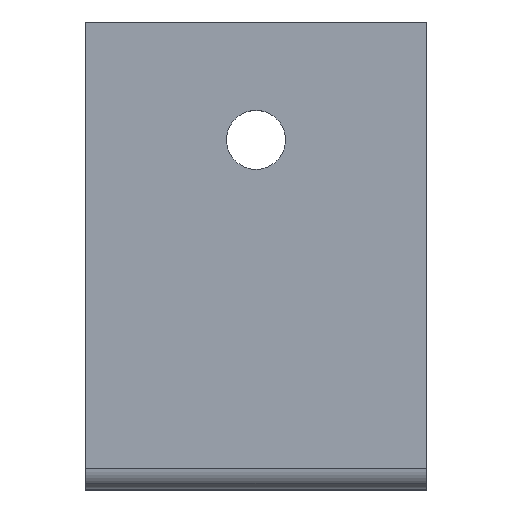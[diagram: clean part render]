
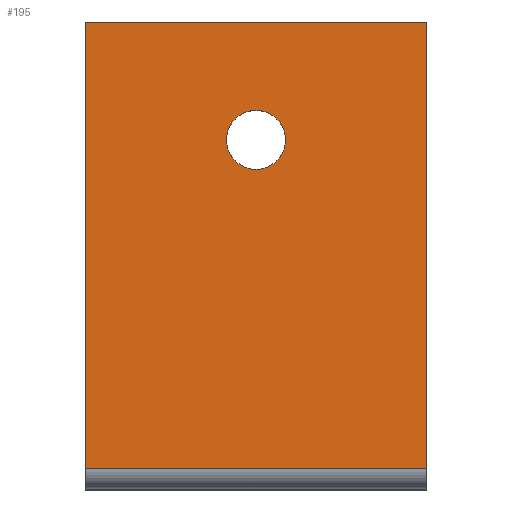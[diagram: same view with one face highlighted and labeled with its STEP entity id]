
A CAD part, top view. The second image highlights one B-rep face of the part: STEP entity #195.
In plain terms, the highlighted planar face has unit normal (0, 0, 1).
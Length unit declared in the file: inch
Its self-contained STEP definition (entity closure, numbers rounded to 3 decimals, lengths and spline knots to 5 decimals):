
#163=EDGE_CURVE('',#382,#378,#400,.T.);
#195=ADVANCED_FACE('',(#447,#448),#449,.T.);
#213=EDGE_CURVE('',#378,#475,#476,.T.);
#229=EDGE_CURVE('',#497,#333,#498,.T.);
#251=EDGE_CURVE('',#475,#527,#528,.T.);
#255=EDGE_CURVE('',#527,#382,#532,.T.);
#257=EDGE_CURVE('',#420,#534,#535,.T.);
#259=EDGE_CURVE('',#420,#333,#537,.T.);
#307=EDGE_CURVE('',#497,#534,#591,.T.);
#333=VERTEX_POINT('',#612);
#378=VERTEX_POINT('',#676);
#382=VERTEX_POINT('',#682);
#400=B_SPLINE_CURVE_WITH_KNOTS('',3,(#711,#712,#713,#714),.UNSPECIFIED.,.F.,.F.,(4,4),(-1.0,-0.0),.UNSPECIFIED.);
#420=VERTEX_POINT('',#753);
#447=FACE_OUTER_BOUND('',#816,.T.);
#448=FACE_BOUND('',#817,.T.);
#449=PLANE('',#818);
#475=VERTEX_POINT('',#850);
#476=B_SPLINE_CURVE_WITH_KNOTS('',3,(#851,#852,#853,#854),.UNSPECIFIED.,.F.,.F.,(4,4),(-1.0,-0.0),.UNSPECIFIED.);
#497=VERTEX_POINT('',#892);
#498=LINE('',#893,#894);
#527=VERTEX_POINT('',#947);
#528=B_SPLINE_CURVE_WITH_KNOTS('',3,(#948,#949,#950,#951),.UNSPECIFIED.,.F.,.F.,(4,4),(-1.0,-0.0),.UNSPECIFIED.);
#532=B_SPLINE_CURVE_WITH_KNOTS('',3,(#958,#959,#960,#961),.UNSPECIFIED.,.F.,.F.,(4,4),(-1.0,-0.0),.UNSPECIFIED.);
#534=VERTEX_POINT('',#964);
#535=LINE('',#965,#966);
#537=LINE('',#969,#970);
#591=LINE('',#1071,#1072);
#612=CARTESIAN_POINT('',(0.0,0.1,1.52479));
#676=CARTESIAN_POINT('',(0.8125,1.52631,1.52479));
#682=CARTESIAN_POINT('',(0.95312,1.66694,1.52479));
#711=CARTESIAN_POINT('',(0.95312,1.66694,1.52479));
#712=CARTESIAN_POINT('',(0.95312,1.58927,1.52479));
#713=CARTESIAN_POINT('',(0.89016,1.52631,1.52479));
#714=CARTESIAN_POINT('',(0.8125,1.52631,1.52479));
#753=CARTESIAN_POINT('',(0.0,2.2294,1.52479));
#816=EDGE_LOOP('',(#1209,#1210,#1211,#1212));
#817=EDGE_LOOP('',(#1213,#1214,#1215,#1216));
#818=AXIS2_PLACEMENT_3D('',#1217,#1218,#1219);
#850=CARTESIAN_POINT('',(0.67188,1.66694,1.52479));
#851=CARTESIAN_POINT('',(0.8125,1.52631,1.52479));
#852=CARTESIAN_POINT('',(0.73484,1.52631,1.52479));
#853=CARTESIAN_POINT('',(0.67188,1.58927,1.52479));
#854=CARTESIAN_POINT('',(0.67188,1.66694,1.52479));
#892=CARTESIAN_POINT('',(1.625,0.1,1.52479));
#893=CARTESIAN_POINT('',(0.0,0.1,1.52479));
#894=VECTOR('',#1296,1.0);
#947=CARTESIAN_POINT('',(0.8125,1.80756,1.52479));
#948=CARTESIAN_POINT('',(0.67188,1.66694,1.52479));
#949=CARTESIAN_POINT('',(0.67188,1.7446,1.52479));
#950=CARTESIAN_POINT('',(0.73484,1.80756,1.52479));
#951=CARTESIAN_POINT('',(0.8125,1.80756,1.52479));
#958=CARTESIAN_POINT('',(0.8125,1.80756,1.52479));
#959=CARTESIAN_POINT('',(0.89016,1.80756,1.52479));
#960=CARTESIAN_POINT('',(0.95312,1.7446,1.52479));
#961=CARTESIAN_POINT('',(0.95312,1.66694,1.52479));
#964=CARTESIAN_POINT('',(1.625,2.2294,1.52479));
#965=CARTESIAN_POINT('',(0.0,2.2294,1.52479));
#966=VECTOR('',#1328,1.0);
#969=CARTESIAN_POINT('',(0.0,2.2294,1.52479));
#970=VECTOR('',#1329,1.0);
#1071=CARTESIAN_POINT('',(1.625,2.2294,1.52479));
#1072=VECTOR('',#1382,1.0);
#1209=ORIENTED_EDGE('',*,*,#229,.F.);
#1210=ORIENTED_EDGE('',*,*,#307,.T.);
#1211=ORIENTED_EDGE('',*,*,#257,.F.);
#1212=ORIENTED_EDGE('',*,*,#259,.T.);
#1213=ORIENTED_EDGE('',*,*,#251,.T.);
#1214=ORIENTED_EDGE('',*,*,#255,.T.);
#1215=ORIENTED_EDGE('',*,*,#163,.T.);
#1216=ORIENTED_EDGE('',*,*,#213,.T.);
#1217=CARTESIAN_POINT('',(0.0,1.1147,1.52479));
#1218=DIRECTION('',(0.0,0.0,1.0));
#1219=DIRECTION('',(0.0,-1.0,0.0));
#1296=DIRECTION('',(-1.0,-0.0,-0.0));
#1328=DIRECTION('',(1.0,0.0,0.0));
#1329=DIRECTION('',(0.0,-1.0,0.0));
#1382=DIRECTION('',(0.0,1.0,0.0));
